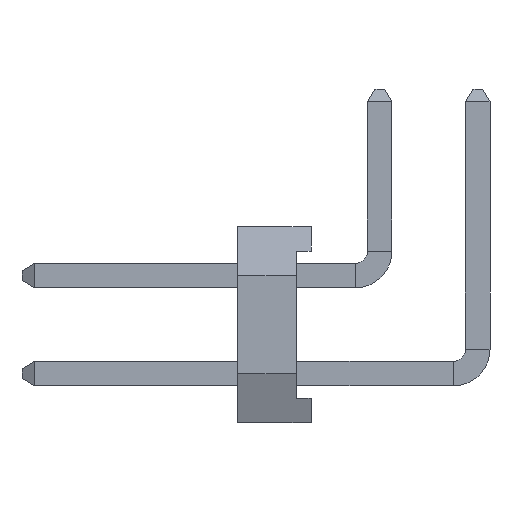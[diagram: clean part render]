
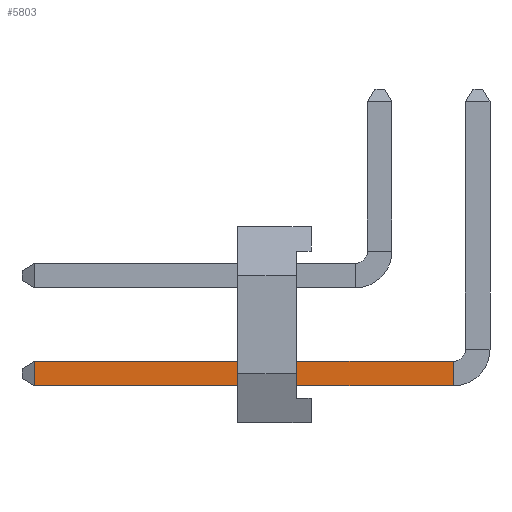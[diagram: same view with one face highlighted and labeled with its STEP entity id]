
A CAD part, left-side view. The second image highlights one B-rep face of the part: STEP entity #5803.
In plain terms, the highlighted face is planar.
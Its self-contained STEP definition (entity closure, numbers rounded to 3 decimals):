
#5518=DIRECTION('',(0.,1.,0.));
#5519=VECTOR('',#5518,0.5);
#5520=CARTESIAN_POINT('',(-8.8,-6.05,0.5));
#5521=LINE('',#5520,#5519);
#5522=DIRECTION('',(-1.,0.,0.));
#5523=VECTOR('',#5522,8.55);
#5524=CARTESIAN_POINT('',(-0.25,-5.55,0.5));
#5525=LINE('',#5524,#5523);
#5526=DIRECTION('',(0.,-1.,0.));
#5527=VECTOR('',#5526,0.5);
#5528=CARTESIAN_POINT('',(-0.25,-5.55,0.5));
#5529=LINE('',#5528,#5527);
#5530=DIRECTION('',(-1.,0.,0.));
#5531=VECTOR('',#5530,8.55);
#5532=CARTESIAN_POINT('',(-0.25,-6.05,0.5));
#5533=LINE('',#5532,#5531);
#5659=CARTESIAN_POINT('',(-0.25,-5.55,0.5));
#5661=VERTEX_POINT('',#5659);
#5667=CARTESIAN_POINT('',(-0.25,-6.05,0.5));
#5669=VERTEX_POINT('',#5667);
#5687=CARTESIAN_POINT('',(-8.8,-6.05,0.5));
#5689=VERTEX_POINT('',#5687);
#5698=CARTESIAN_POINT('',(-8.8,-5.55,0.5));
#5699=VERTEX_POINT('',#5698);
#5791=CARTESIAN_POINT('',(-4.65,-5.8,0.5));
#5792=DIRECTION('',(0.,0.,-1.));
#5793=DIRECTION('',(-1.,0.,0.));
#5794=AXIS2_PLACEMENT_3D('',#5791,#5792,#5793);
#5795=PLANE('',#5794);
#5796=ORIENTED_EDGE('',*,*,#5741,.T.);
#5797=ORIENTED_EDGE('',*,*,#5713,.F.);
#5799=ORIENTED_EDGE('',*,*,#5798,.T.);
#5800=ORIENTED_EDGE('',*,*,#5782,.T.);
#5801=EDGE_LOOP('',(#5796,#5797,#5799,#5800));
#5802=FACE_OUTER_BOUND('',#5801,.F.);
#5803=ADVANCED_FACE('',(#5802),#5795,.F.);
#5713=EDGE_CURVE('',#5661,#5699,#5525,.T.);
#5741=EDGE_CURVE('',#5689,#5699,#5521,.T.);
#5782=EDGE_CURVE('',#5669,#5689,#5533,.T.);
#5798=EDGE_CURVE('',#5661,#5669,#5529,.T.);
